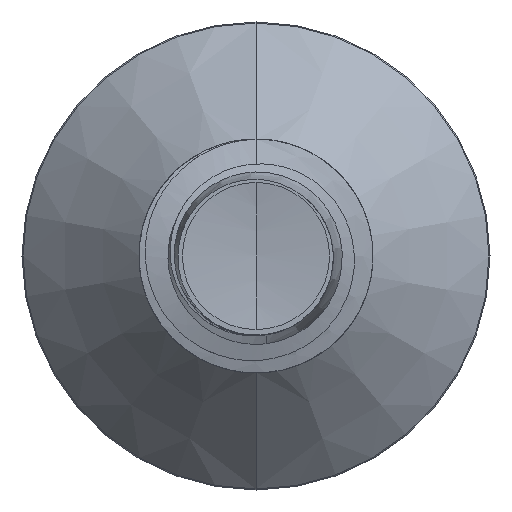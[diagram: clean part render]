
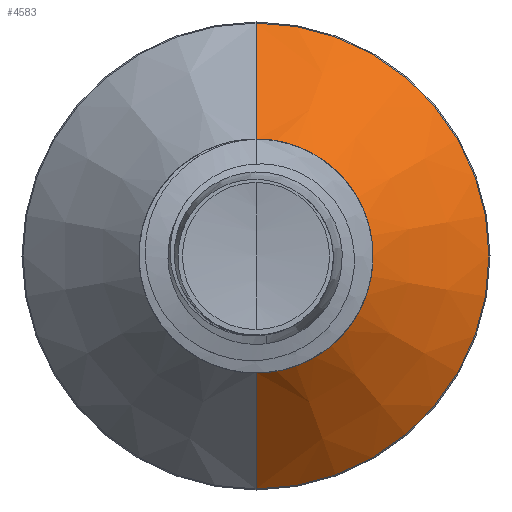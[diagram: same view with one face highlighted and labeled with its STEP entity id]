
A CAD part, front view. The second image highlights one B-rep face of the part: STEP entity #4583.
In plain terms, the highlighted conical face has half-angle 45 degrees and reference radius 0.996 mm.
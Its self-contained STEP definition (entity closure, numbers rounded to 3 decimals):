
#328 = LINE ( 'NONE', #14031, #30754 ) ;
#1646 = VERTEX_POINT ( 'NONE', #26014 ) ;
#2060 = DIRECTION ( 'NONE',  ( 0., 1., 0. ) ) ;
#3800 = ORIENTED_EDGE ( 'NONE', *, *, #21841, .F. ) ;
#4047 = EDGE_CURVE ( 'NONE', #25424, #4183, #328, .T. ) ;
#4183 = VERTEX_POINT ( 'NONE', #14125 ) ;
#4583 = ADVANCED_FACE ( 'NONE', ( #11993 ), #16206, .T. ) ;
#5357 = DIRECTION ( 'NONE',  ( 0., 0.707, 0.707 ) ) ;
#7639 = VERTEX_POINT ( 'NONE', #20902 ) ;
#8168 = AXIS2_PLACEMENT_3D ( 'NONE', #22948, #8261, #25429 ) ;
#8261 = DIRECTION ( 'NONE',  ( 0., 1., 0. ) ) ;
#8466 = ORIENTED_EDGE ( 'NONE', *, *, #15597, .T. ) ;
#8865 = EDGE_LOOP ( 'NONE', ( #8466, #22374, #3800, #21799 ) ) ;
#9285 = CIRCLE ( 'NONE', #8168, 0.996 ) ;
#10248 = DIRECTION ( 'NONE',  ( 0., 1., 0. ) ) ;
#10275 = CARTESIAN_POINT ( 'NONE',  ( 0., 8.646, 0.996 ) ) ;
#11993 = FACE_OUTER_BOUND ( 'NONE', #8865, .T. ) ;
#14031 = CARTESIAN_POINT ( 'NONE',  ( 0., 8.646, -0.996 ) ) ;
#14125 = CARTESIAN_POINT ( 'NONE',  ( 0., 9.641, -1.991 ) ) ;
#15597 = EDGE_CURVE ( 'NONE', #1646, #25424, #9285, .T. ) ;
#16206 = CONICAL_SURFACE ( 'NONE', #18407, 0.996, 0.785 ) ;
#18407 = AXIS2_PLACEMENT_3D ( 'NONE', #19322, #2060, #21772 ) ;
#18467 = CIRCLE ( 'NONE', #20513, 1.991 ) ;
#19322 = CARTESIAN_POINT ( 'NONE',  ( 0., 8.646, 0. ) ) ;
#20513 = AXIS2_PLACEMENT_3D ( 'NONE', #24890, #10248, #27374 ) ;
#20902 = CARTESIAN_POINT ( 'NONE',  ( 0., 9.641, 1.991 ) ) ;
#21392 = DIRECTION ( 'NONE',  ( 0., 0.707, -0.707 ) ) ;
#21772 = DIRECTION ( 'NONE',  ( 0., 0., 1. ) ) ;
#21799 = ORIENTED_EDGE ( 'NONE', *, *, #26495, .F. ) ;
#21841 = EDGE_CURVE ( 'NONE', #7639, #4183, #18467, .T. ) ;
#22260 = LINE ( 'NONE', #10275, #29542 ) ;
#22374 = ORIENTED_EDGE ( 'NONE', *, *, #4047, .T. ) ;
#22948 = CARTESIAN_POINT ( 'NONE',  ( 0., 8.646, 0. ) ) ;
#24890 = CARTESIAN_POINT ( 'NONE',  ( 0., 9.641, 0. ) ) ;
#25424 = VERTEX_POINT ( 'NONE', #25796 ) ;
#25429 = DIRECTION ( 'NONE',  ( 0., 0., 1. ) ) ;
#25796 = CARTESIAN_POINT ( 'NONE',  ( 0., 8.646, -0.996 ) ) ;
#26014 = CARTESIAN_POINT ( 'NONE',  ( 0., 8.646, 0.996 ) ) ;
#26495 = EDGE_CURVE ( 'NONE', #1646, #7639, #22260, .T. ) ;
#27374 = DIRECTION ( 'NONE',  ( 0., 0., 1. ) ) ;
#29542 = VECTOR ( 'NONE', #5357, 1000. ) ;
#30754 = VECTOR ( 'NONE', #21392, 1000. ) ;
